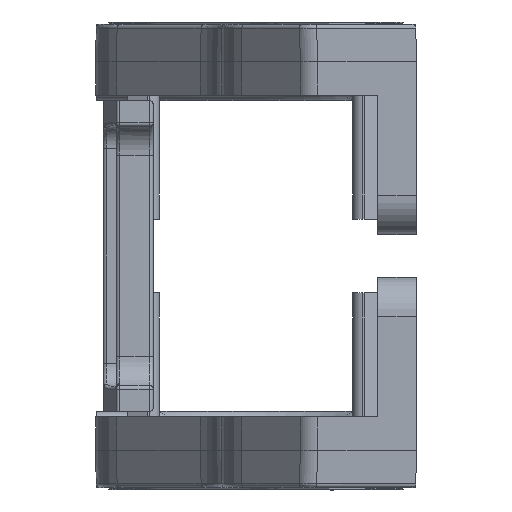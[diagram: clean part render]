
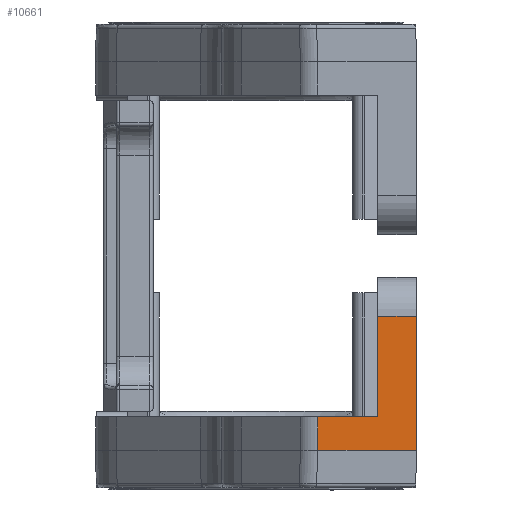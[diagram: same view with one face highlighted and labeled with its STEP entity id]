
A CAD part, left-side view. The second image highlights one B-rep face of the part: STEP entity #10661.
In plain terms, the highlighted planar face has unit normal (-1, 0, 0).
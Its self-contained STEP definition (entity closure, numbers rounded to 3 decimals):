
#1671 = EDGE_CURVE ( 'NONE', #59477, #66514, #65791, .T. ) ;
#1676 = AXIS2_PLACEMENT_3D ( 'NONE', #23741, #52202, #53218 ) ;
#2108 = LINE ( 'NONE', #71341, #11240 ) ;
#2246 = VECTOR ( 'NONE', #8643, 1000. ) ;
#3773 = CARTESIAN_POINT ( 'NONE',  ( -167.358, -20.7, 19.3 ) ) ;
#4015 = ORIENTED_EDGE ( 'NONE', *, *, #63049, .F. ) ;
#4633 = ORIENTED_EDGE ( 'NONE', *, *, #44861, .F. ) ;
#8643 = DIRECTION ( 'NONE',  ( 0., 0., 1. ) ) ;
#9393 = CARTESIAN_POINT ( 'NONE',  ( -167.358, -15.7, 23.65 ) ) ;
#10283 = CARTESIAN_POINT ( 'NONE',  ( -167.358, -15.7, 36.65 ) ) ;
#10661 = ADVANCED_FACE ( 'NONE', ( #53362 ), #52622, .F. ) ;
#11240 = VECTOR ( 'NONE', #70603, 1000. ) ;
#11313 = LINE ( 'NONE', #63916, #63094 ) ;
#14103 = EDGE_LOOP ( 'NONE', ( #4015, #59894, #62522, #4633, #57040, #16527 ) ) ;
#14997 = LINE ( 'NONE', #63353, #54988 ) ;
#16120 = CARTESIAN_POINT ( 'NONE',  ( -167.358, -7.981, 19.3 ) ) ;
#16527 = ORIENTED_EDGE ( 'NONE', *, *, #72901, .F. ) ;
#18913 = CARTESIAN_POINT ( 'NONE',  ( -167.358, -20.7, 36.65 ) ) ;
#21040 = VERTEX_POINT ( 'NONE', #44183 ) ;
#23741 = CARTESIAN_POINT ( 'NONE',  ( -167.358, -20.7, 38.3 ) ) ;
#28453 = VERTEX_POINT ( 'NONE', #10283 ) ;
#32063 = CARTESIAN_POINT ( 'NONE',  ( -167.358, -15.7, 23.65 ) ) ;
#32269 = VECTOR ( 'NONE', #46140, 1000. ) ;
#35040 = DIRECTION ( 'NONE',  ( 0., 0., -1. ) ) ;
#44179 = EDGE_CURVE ( 'NONE', #61737, #60527, #11313, .T. ) ;
#44183 = CARTESIAN_POINT ( 'NONE',  ( -167.358, -15.7, 23.65 ) ) ;
#44861 = EDGE_CURVE ( 'NONE', #66514, #60527, #2108, .T. ) ;
#46140 = DIRECTION ( 'NONE',  ( 0., 0., -1. ) ) ;
#47090 = DIRECTION ( 'NONE',  ( 0., -1., 0. ) ) ;
#49468 = LINE ( 'NONE', #9393, #63091 ) ;
#52202 = DIRECTION ( 'NONE',  ( 1., 0., 0. ) ) ;
#52622 = PLANE ( 'NONE',  #1676 ) ;
#53218 = DIRECTION ( 'NONE',  ( 0., 0., 1. ) ) ;
#53362 = FACE_OUTER_BOUND ( 'NONE', #14103, .T. ) ;
#54988 = VECTOR ( 'NONE', #47090, 1000. ) ;
#57040 = ORIENTED_EDGE ( 'NONE', *, *, #1671, .F. ) ;
#59477 = VERTEX_POINT ( 'NONE', #18913 ) ;
#59894 = ORIENTED_EDGE ( 'NONE', *, *, #63163, .T. ) ;
#60527 = VERTEX_POINT ( 'NONE', #16120 ) ;
#61737 = VERTEX_POINT ( 'NONE', #63797 ) ;
#62522 = ORIENTED_EDGE ( 'NONE', *, *, #44179, .T. ) ;
#63049 = EDGE_CURVE ( 'NONE', #21040, #28453, #66779, .T. ) ;
#63091 = VECTOR ( 'NONE', #73872, 1000. ) ;
#63094 = VECTOR ( 'NONE', #35040, 1000. ) ;
#63163 = EDGE_CURVE ( 'NONE', #21040, #61737, #49468, .T. ) ;
#63353 = CARTESIAN_POINT ( 'NONE',  ( -167.358, -20.7, 36.65 ) ) ;
#63797 = CARTESIAN_POINT ( 'NONE',  ( -167.358, -7.981, 23.65 ) ) ;
#63916 = CARTESIAN_POINT ( 'NONE',  ( -167.358, -7.981, 101.494 ) ) ;
#65791 = LINE ( 'NONE', #75096, #32269 ) ;
#66514 = VERTEX_POINT ( 'NONE', #3773 ) ;
#66779 = LINE ( 'NONE', #32063, #2246 ) ;
#70603 = DIRECTION ( 'NONE',  ( 0., 1., 0. ) ) ;
#71341 = CARTESIAN_POINT ( 'NONE',  ( -167.358, 20.7, 19.3 ) ) ;
#72901 = EDGE_CURVE ( 'NONE', #28453, #59477, #14997, .T. ) ;
#73872 = DIRECTION ( 'NONE',  ( 0., 1., 0. ) ) ;
#75096 = CARTESIAN_POINT ( 'NONE',  ( -167.358, -20.7, 38.3 ) ) ;
